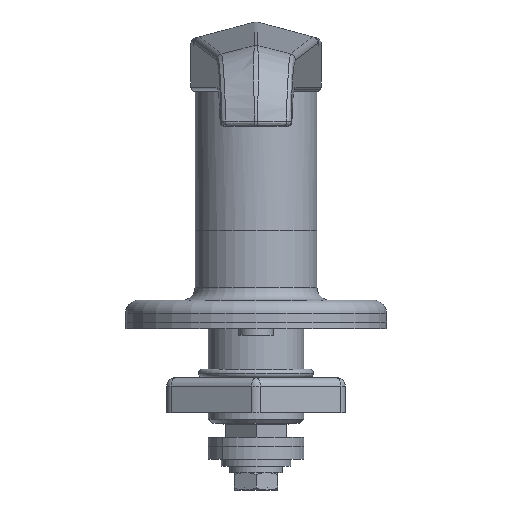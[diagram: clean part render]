
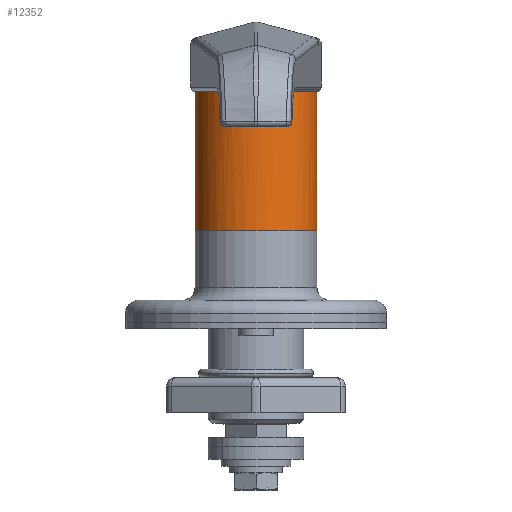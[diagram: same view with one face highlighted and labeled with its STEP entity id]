
A CAD part, front view. The second image highlights one B-rep face of the part: STEP entity #12352.
In plain terms, the highlighted cylindrical face has radius 14 mm (diameter 28 mm), a partial arc.
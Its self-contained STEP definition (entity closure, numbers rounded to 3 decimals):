
#125 = EDGE_CURVE ( 'NONE', #10760, #4307, #10629, .T. ) ;
#444 = CARTESIAN_POINT ( 'NONE',  ( 0., 0., 0. ) ) ;
#655 = EDGE_CURVE ( 'NONE', #4307, #2612, #7468, .T. ) ;
#811 = AXIS2_PLACEMENT_3D ( 'NONE', #444, #1374, #8440 ) ;
#1050 = CARTESIAN_POINT ( 'NONE',  ( 0., 0., -32. ) ) ;
#1304 = CARTESIAN_POINT ( 'NONE',  ( -14., 0., -32. ) ) ;
#1374 = DIRECTION ( 'NONE',  ( 0., 0., -1. ) ) ;
#1383 = DIRECTION ( 'NONE',  ( 0., 0., 1. ) ) ;
#1632 = LINE ( 'NONE', #9295, #10905 ) ;
#2193 = ORIENTED_EDGE ( 'NONE', *, *, #6591, .T. ) ;
#2348 = CARTESIAN_POINT ( 'NONE',  ( 14., 0., 22.954 ) ) ;
#2371 = CYLINDRICAL_SURFACE ( 'NONE', #4294, 14. ) ;
#2612 = VERTEX_POINT ( 'NONE', #9589 ) ;
#3434 = DIRECTION ( 'NONE',  ( 0., -1., 0. ) ) ;
#3978 = DIRECTION ( 'NONE',  ( 0., 0., 1. ) ) ;
#3991 = DIRECTION ( 'NONE',  ( 1., 0., 0. ) ) ;
#4030 = VECTOR ( 'NONE', #1383, 1000. ) ;
#4132 = CIRCLE ( 'NONE', #811, 14. ) ;
#4294 = AXIS2_PLACEMENT_3D ( 'NONE', #11953, #3978, #12932 ) ;
#4300 = ORIENTED_EDGE ( 'NONE', *, *, #125, .T. ) ;
#4307 = VERTEX_POINT ( 'NONE', #5096 ) ;
#4365 = CARTESIAN_POINT ( 'NONE',  ( -13.848, -2.056, 0. ) ) ;
#4408 = CARTESIAN_POINT ( 'NONE',  ( 0., 0., 0. ) ) ;
#4651 = DIRECTION ( 'NONE',  ( 0., 0., -1. ) ) ;
#5096 = CARTESIAN_POINT ( 'NONE',  ( 14., 0., -32. ) ) ;
#5567 = CIRCLE ( 'NONE', #5653, 14. ) ;
#5653 = AXIS2_PLACEMENT_3D ( 'NONE', #4408, #7354, #3434 ) ;
#5855 = EDGE_LOOP ( 'NONE', ( #7763, #4300, #9284, #7389, #9630, #2193 ) ) ;
#6591 = EDGE_CURVE ( 'NONE', #9783, #9487, #5567, .T. ) ;
#7278 = CARTESIAN_POINT ( 'NONE',  ( 13.848, -2.056, 0. ) ) ;
#7342 = DIRECTION ( 'NONE',  ( 0., 0., 1. ) ) ;
#7354 = DIRECTION ( 'NONE',  ( 0., 0., -1. ) ) ;
#7389 = ORIENTED_EDGE ( 'NONE', *, *, #8767, .T. ) ;
#7468 = LINE ( 'NONE', #2348, #4030 ) ;
#7763 = ORIENTED_EDGE ( 'NONE', *, *, #10243, .F. ) ;
#7868 = AXIS2_PLACEMENT_3D ( 'NONE', #9670, #4651, #8539 ) ;
#7872 = EDGE_CURVE ( 'NONE', #12153, #9783, #12748, .T. ) ;
#8440 = DIRECTION ( 'NONE',  ( 0., -1., 0. ) ) ;
#8539 = DIRECTION ( 'NONE',  ( 0., -1., 0. ) ) ;
#8767 = EDGE_CURVE ( 'NONE', #2612, #12153, #4132, .T. ) ;
#9284 = ORIENTED_EDGE ( 'NONE', *, *, #655, .T. ) ;
#9295 = CARTESIAN_POINT ( 'NONE',  ( -14., 0., 22.954 ) ) ;
#9487 = VERTEX_POINT ( 'NONE', #9956 ) ;
#9589 = CARTESIAN_POINT ( 'NONE',  ( 14., 0., 0. ) ) ;
#9630 = ORIENTED_EDGE ( 'NONE', *, *, #7872, .T. ) ;
#9670 = CARTESIAN_POINT ( 'NONE',  ( 0., 0., 0. ) ) ;
#9783 = VERTEX_POINT ( 'NONE', #4365 ) ;
#9956 = CARTESIAN_POINT ( 'NONE',  ( -14., 0., 0. ) ) ;
#9982 = DIRECTION ( 'NONE',  ( 0., 0., 1. ) ) ;
#10170 = AXIS2_PLACEMENT_3D ( 'NONE', #1050, #9982, #3991 ) ;
#10243 = EDGE_CURVE ( 'NONE', #10760, #9487, #1632, .T. ) ;
#10629 = CIRCLE ( 'NONE', #10170, 14. ) ;
#10760 = VERTEX_POINT ( 'NONE', #1304 ) ;
#10861 = FACE_OUTER_BOUND ( 'NONE', #5855, .T. ) ;
#10905 = VECTOR ( 'NONE', #7342, 1000. ) ;
#11953 = CARTESIAN_POINT ( 'NONE',  ( 0., 0., 22.954 ) ) ;
#12153 = VERTEX_POINT ( 'NONE', #7278 ) ;
#12352 = ADVANCED_FACE ( 'NONE', ( #10861 ), #2371, .T. ) ;
#12748 = CIRCLE ( 'NONE', #7868, 14. ) ;
#12932 = DIRECTION ( 'NONE',  ( 1., 0., 0. ) ) ;
